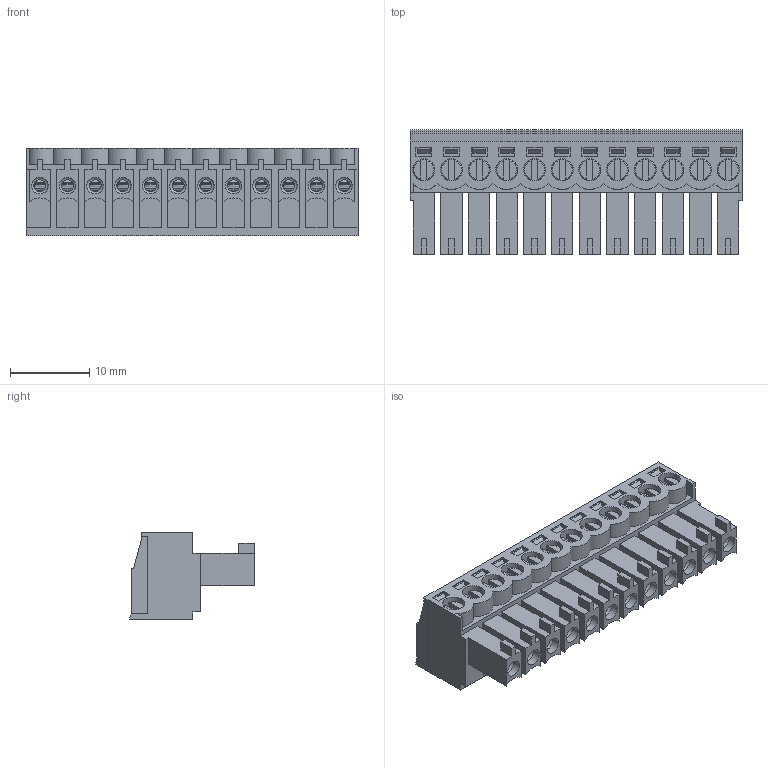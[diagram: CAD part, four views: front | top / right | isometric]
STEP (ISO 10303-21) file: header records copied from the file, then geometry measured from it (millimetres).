
FILE_DESCRIPTION( ( 'Unknown' ), '1' );
FILE_NAME( '691361100012.stp', 'Unknown', ( 'Unknown' ), ( 'Unknown' ), 'PSStep 18.0.17', 'Unknown', ' ' );
FILE_SCHEMA( ( 'AUTOMOTIVE_DESIGN { 1 0 10303 214 1 1 1 1 }' ) );
Length unit declared in the file: millimetre
Products named in the file (6): Assem1; 6913611000xx_CAGE; 6913611000xx_VIS; 6913611000xx_PIN; 691361100012_M; 691361100012
Assembly tree (38 placements, depth 2):
  Assem1
    6913611000xx_CAGE  x12
    6913611000xx_VIS  x12
    6913611000xx_PIN  x12
    691361100012_M
    691361100012
Bounding box: 42 x 15.8 x 11.1 mm (x, y, z)
Volume: 3074 mm3; surface area: 10322.1 mm2
Topology: 38 solids, 38 shells, 1762 faces, 4753 edges, 3125 vertices
Faces by surface type: plane 1366, cylinder 336, torus 48, cone 12
Full cylindrical faces by diameter (mm): 1.5 x12, 1.598 x12, 1.9 x36, 2.1 x12, 2.7 x12, 2.8 x12
Entity records: 36201 total; most frequent: CARTESIAN_POINT 5092, ORIENTED_EDGE 4850, DIRECTION 4548, EDGE_CURVE 2425, LINE 2224, VECTOR 2224, VERTEX_POINT 1633, EDGE_LOOP 1174
